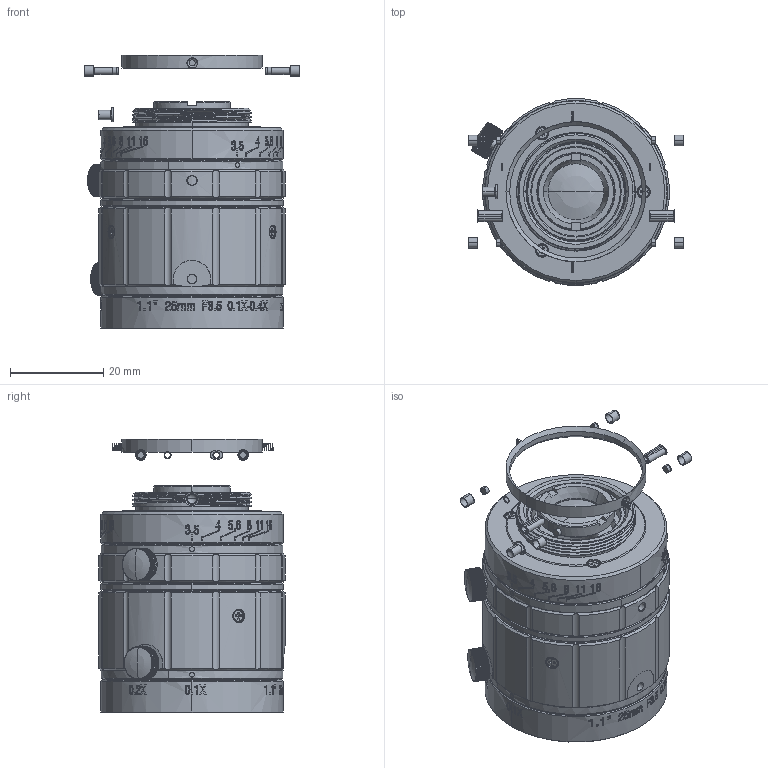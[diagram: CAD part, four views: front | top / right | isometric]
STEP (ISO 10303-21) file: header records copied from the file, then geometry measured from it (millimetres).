
FILE_DESCRIPTION((''),'2;1');
FILE_NAME('ASM0001_ASM','2021-10-12T',('Administrator'),(''),'PRO/ENGINEER BY PARAMETRIC TECHNOLOGY CORPORATION, 2014320','PRO/ENGINEER BY PARAMETRIC TECHNOLOGY CORPORATION, 2014320','');
FILE_SCHEMA(('CONFIG_CONTROL_DESIGN','SHAPE_APPEARANCE_LAYERS_GROUPS'));
Products named in the file (6): BREP_WITH_VOIDS_127343; MANIFOLD_SOLID_BREP_127556; MANIFOLD_SOLID_BREP_128546; MC2535B_ASM_ASM; 3D__C_-_3D; ASM0001_ASM
Assembly tree (5 placements, depth 3):
  ASM0001_ASM
    MC2535B_ASM_ASM
      BREP_WITH_VOIDS_127343
      MANIFOLD_SOLID_BREP_127556
      MANIFOLD_SOLID_BREP_128546
    3D__C_-_3D
Bounding box: 46 x 40 x 58.68 mm (x, y, z)
Volume: 34792.8 mm3; surface area: 25488 mm2
Topology: 28 solids, 37 shells, 2774 faces, 7537 edges, 4985 vertices
Faces by surface type: plane 947, bspline 802, cylinder 757, cone 159, extrusion 63, torus 34, sphere 12
Entity records: 133566 total; most frequent: CARTESIAN_POINT 61082, ORIENTED_EDGE 15046, DIRECTION 11558, EDGE_CURVE 7523, VERTEX_POINT 4985, AXIS2_PLACEMENT_3D 4224, VECTOR 3110, LINE 3047
